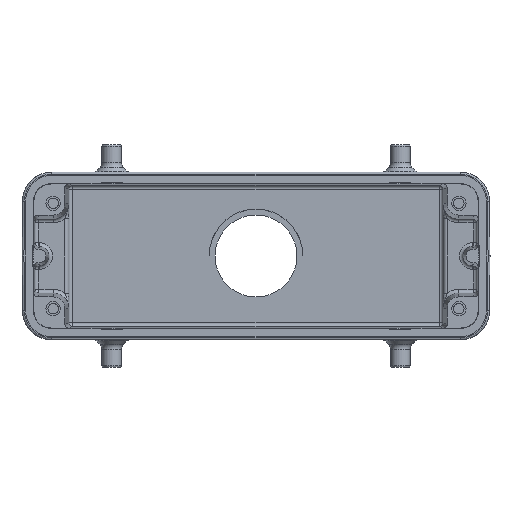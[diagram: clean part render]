
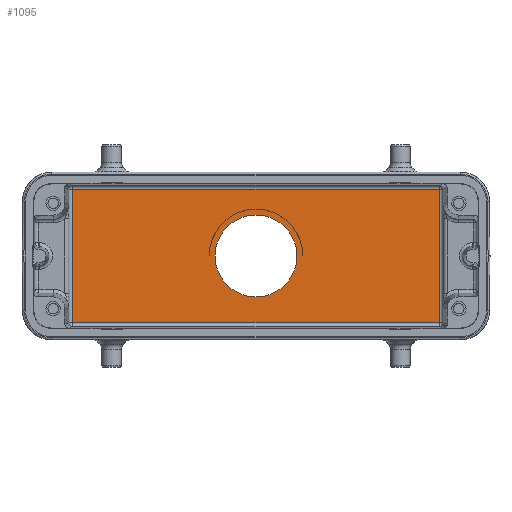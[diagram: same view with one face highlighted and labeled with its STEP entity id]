
A CAD part, front view. The second image highlights one B-rep face of the part: STEP entity #1095.
In plain terms, the highlighted planar face has unit normal (0, -1, 0).
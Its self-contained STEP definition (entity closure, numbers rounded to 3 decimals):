
#1095=ADVANCED_FACE('',(#1497,#1498,#1499),#1312,.F.);
#1312=PLANE('',#7179);
#1497=FACE_BOUND('',#1911,.T.);
#1498=FACE_BOUND('',#1912,.T.);
#1499=FACE_BOUND('',#1913,.T.);
#1911=EDGE_LOOP('',(#4727,#4728));
#1912=EDGE_LOOP('',(#4729));
#1913=EDGE_LOOP('',(#4730,#4731,#4732,#4733));
#2254=LINE('',#10472,#2836);
#2256=LINE('',#10482,#2838);
#2257=LINE('',#10488,#2839);
#2511=LINE('',#11333,#3093);
#2836=VECTOR('',#8130,1.);
#2838=VECTOR('',#8142,1.);
#2839=VECTOR('',#8151,1.);
#3093=VECTOR('',#8969,1.);
#4727=ORIENTED_EDGE('',*,*,#5659,.F.);
#4728=ORIENTED_EDGE('',*,*,#5662,.F.);
#4729=ORIENTED_EDGE('',*,*,#6315,.F.);
#4730=ORIENTED_EDGE('',*,*,#5939,.T.);
#4731=ORIENTED_EDGE('',*,*,#5936,.T.);
#4732=ORIENTED_EDGE('',*,*,#5931,.T.);
#4733=ORIENTED_EDGE('',*,*,#6314,.T.);
#5034=VERTEX_POINT('',#9507);
#5035=VERTEX_POINT('',#9509);
#5215=VERTEX_POINT('',#10473);
#5216=VERTEX_POINT('',#10474);
#5218=VERTEX_POINT('',#10483);
#5219=VERTEX_POINT('',#10489);
#5452=VERTEX_POINT('',#11336);
#5659=EDGE_CURVE('',#5034,#5035,#6393,.T.);
#5662=EDGE_CURVE('',#5035,#5034,#6394,.T.);
#5931=EDGE_CURVE('',#5215,#5216,#2254,.T.);
#5936=EDGE_CURVE('',#5218,#5215,#2256,.T.);
#5939=EDGE_CURVE('',#5219,#5218,#2257,.T.);
#6314=EDGE_CURVE('',#5216,#5219,#2511,.T.);
#6315=EDGE_CURVE('',#5452,#5452,#6565,.T.);
#6393=CIRCLE('',#6669,12.);
#6394=CIRCLE('',#6671,12.);
#6565=CIRCLE('',#7178,10.5);
#6669=AXIS2_PLACEMENT_3D('',#9508,#7549,#7550);
#6671=AXIS2_PLACEMENT_3D('',#9520,#7553,#7554);
#7178=AXIS2_PLACEMENT_3D('',#11335,#8972,#8973);
#7179=AXIS2_PLACEMENT_3D('',#11337,#8974,#8975);
#7549=DIRECTION('',(0.,1.,0.));
#7550=DIRECTION('',(-1.,0.,0.004));
#7553=DIRECTION('',(0.,-1.,0.));
#7554=DIRECTION('',(1.,0.,-0.001));
#8130=DIRECTION('',(-1.,0.,0.));
#8142=DIRECTION('',(0.,0.,1.));
#8151=DIRECTION('',(1.,0.,0.));
#8969=DIRECTION('',(0.,0.,-1.));
#8972=DIRECTION('',(0.,-1.,0.));
#8973=DIRECTION('',(-1.,0.,0.));
#8974=DIRECTION('',(0.,1.,0.));
#8975=DIRECTION('',(1.,0.,0.));
#9507=CARTESIAN_POINT('',(-12.,52.,0.037));
#9508=CARTESIAN_POINT('',(0.,52.,0.));
#9509=CARTESIAN_POINT('',(12.,52.,0.034));
#9520=CARTESIAN_POINT('',(0.,52.,0.049));
#10472=CARTESIAN_POINT('',(47.,52.,17.135));
#10473=CARTESIAN_POINT('',(47.,52.,17.135));
#10474=CARTESIAN_POINT('',(-47.,52.,17.135));
#10482=CARTESIAN_POINT('',(47.,52.,-17.135));
#10483=CARTESIAN_POINT('',(47.,52.,-17.135));
#10488=CARTESIAN_POINT('',(-47.,52.,-17.135));
#10489=CARTESIAN_POINT('',(-47.,52.,-17.135));
#11333=CARTESIAN_POINT('',(-47.,52.,17.135));
#11335=CARTESIAN_POINT('',(0.,52.,0.));
#11336=CARTESIAN_POINT('',(-10.5,52.,0.));
#11337=CARTESIAN_POINT('',(57.,52.,-18.5));
